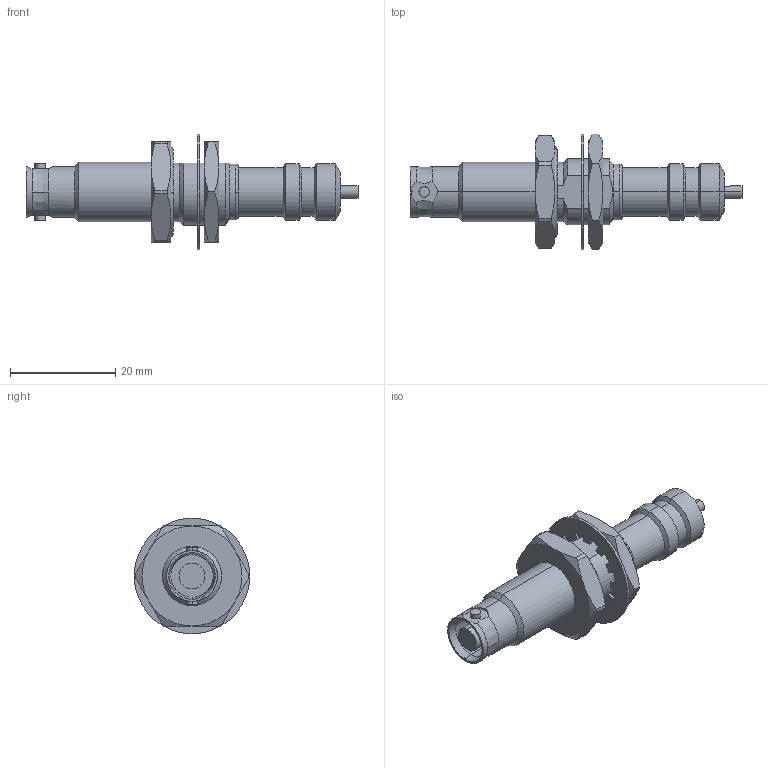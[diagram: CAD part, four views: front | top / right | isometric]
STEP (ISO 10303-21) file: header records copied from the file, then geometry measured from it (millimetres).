
FILE_DESCRIPTION (( 'STEP AP214' ), '1' );
FILE_NAME ('FMCN45838_3D.STEP', '2022-09-19T17:30:39', ( '' ), ( '' ), 'SwSTEP 2.0', 'SolidWorks 2021', '' );
FILE_SCHEMA (( 'AUTOMOTIVE_DESIGN' ));
Length unit declared in the file: inch
Products named in the file (5): N864-5; FMCN45838_3D; N8105AS-7; 10KV-8500-0000; 10KV8501-4
Assembly tree (4 placements, depth 2):
  FMCN45838_3D
    10KV-8500-0000
    N864-5
    10KV8501-4
    N8105AS-7
Bounding box: 63.21 x 22 x 22 mm (x, y, z)
Volume: 5549.7 mm3; surface area: 5858.4 mm2
Topology: 4 solids, 4 shells, 192 faces, 458 edges, 282 vertices
Faces by surface type: cylinder 81, plane 54, cone 34, bspline 23
Entity records: 6353 total; most frequent: CARTESIAN_POINT 1757, DIRECTION 935, ORIENTED_EDGE 912, EDGE_CURVE 456, AXIS2_PLACEMENT_3D 375, VERTEX_POINT 282, EDGE_LOOP 210, CIRCLE 199
